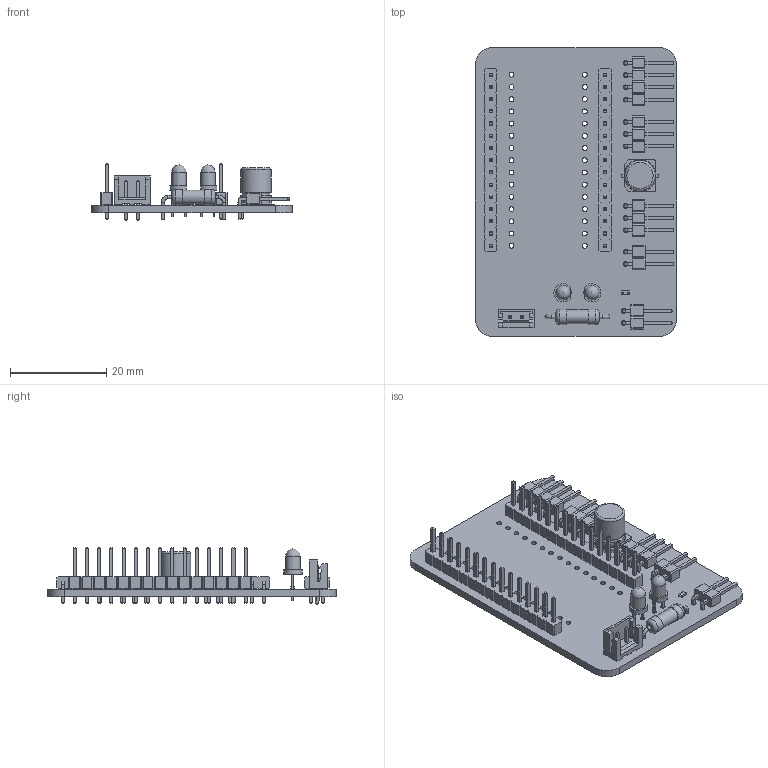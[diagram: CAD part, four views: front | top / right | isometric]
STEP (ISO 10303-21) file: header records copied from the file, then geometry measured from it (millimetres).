
FILE_DESCRIPTION(('KiCad electronic assembly'),'2;1');
FILE_NAME('pcb_robot.step','2024-09-19T15:43:30',('Pcbnew'),('Kicad'), 'Open CASCADE STEP processor 7.8','KiCad to STEP converter','Unknown' );
FILE_SCHEMA(('AUTOMOTIVE_DESIGN { 1 0 10303 214 1 1 1 1 }'));
Length unit declared in the file: millimetre
Products named in the file (20): pcb_robot 1; PinHeader_1x04_P2.54mm_Horizontal; PinHeader_1x04_P254mm_Horizontal; JST_EH_B2B-EH-A_1x02_P2.50mm_Vertical; JST_B2B_EH_A; LED_D3.0mm; PinHeader_1x02_P2.54mm_Horizontal; PinHeader_1x02_P254mm_Horizontal; PinHeader_1x03_P2.54mm_Horizontal; PinHeader_1x03_P254mm_Horizontal; PinHeader_1x15_P2.54mm_Vertical; PinHeader_1x15_P254mm_Vertical; R_Axial_DIN0309_L9.0mm_D3.2mm_P12.70mm_Horizontal; R_Axial_DIN0309_L90mm_D32mm_P1270mm_Horizontal; C_Elec_6.3x7.7; C_Elec_63x77; R_0603_1608Metric; pcb_robot_PCB
Assembly tree (23 placements, depth 3):
  pcb_robot 1
    PinHeader_1x04_P2.54mm_Horizontal
      PinHeader_1x04_P254mm_Horizontal
    JST_EH_B2B-EH-A_1x02_P2.50mm_Vertical
      JST_B2B_EH_A
    LED_D3.0mm  x2
      LED_D3.0mm
    PinHeader_1x02_P2.54mm_Horizontal  x2
      PinHeader_1x02_P254mm_Horizontal
    PinHeader_1x03_P2.54mm_Horizontal  x2
      PinHeader_1x03_P254mm_Horizontal
    PinHeader_1x15_P2.54mm_Vertical  x2
      PinHeader_1x15_P254mm_Vertical
    R_Axial_DIN0309_L9.0mm_D3.2mm_P12.70mm_Horizontal
      R_Axial_DIN0309_L90mm_D32mm_P1270mm_Horizontal
    C_Elec_6.3x7.7
      C_Elec_63x77
    R_0603_1608Metric
      R_0603_1608Metric
    pcb_robot_PCB
Bounding box: 41.82 x 60.06 x 11.74 mm (x, y, z)
Volume: 5245.2 mm3; surface area: 8759 mm2
Topology: 15 solids, 15 shells, 1416 faces, 3477 edges, 2190 vertices
Faces by surface type: plane 1275, cylinder 130, torus 6, sphere 2, bspline 2, revolution 1
Full cylindrical faces by diameter (mm): 0.02 x1, 0.7 x4, 0.8 x2, 0.9 x4, 1 x76, 2.88 x1, 3 x2, 3.2 x2, 6.3 x2
Entity records: 32341 total; most frequent: CARTESIAN_POINT 4679, ORIENTED_EDGE 4436, DIRECTION 4301, EDGE_CURVE 2218, LINE 1954, VECTOR 1954, VERTEX_POINT 1405, AXIS2_PLACEMENT_3D 1173
